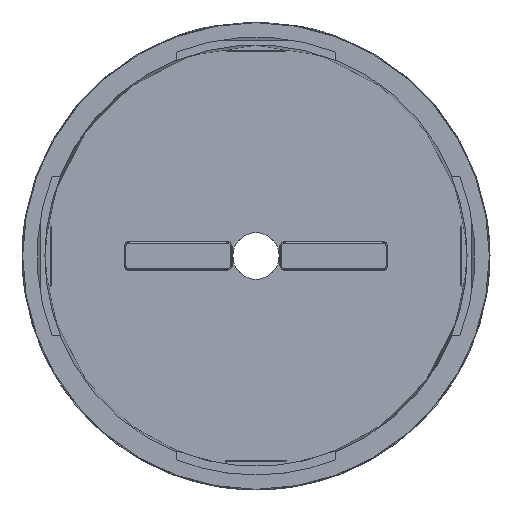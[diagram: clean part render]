
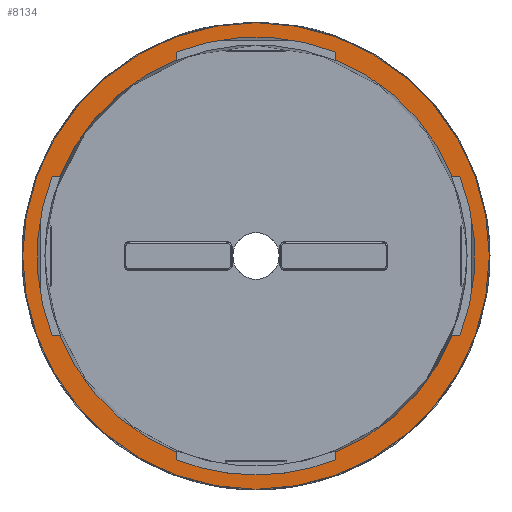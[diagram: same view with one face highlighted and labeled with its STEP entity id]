
A CAD part, front view. The second image highlights one B-rep face of the part: STEP entity #8134.
In plain terms, the highlighted planar face has unit normal (0, -1, 0).
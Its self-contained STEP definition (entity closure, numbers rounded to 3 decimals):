
#36=CARTESIAN_POINT('',(0.,0.,0.));
#37=DIRECTION('',(0.,1.,0.));
#38=DIRECTION('',(1.,0.,0.));
#39=AXIS2_PLACEMENT_3D('',#36,#37,#38);
#41=CARTESIAN_POINT('',(0.,0.,0.));
#42=DIRECTION('',(0.,1.,0.));
#43=DIRECTION('',(-1.,0.,0.));
#44=AXIS2_PLACEMENT_3D('',#41,#42,#43);
#46=CARTESIAN_POINT('',(0.,0.,0.));
#47=DIRECTION('',(0.,-1.,0.));
#48=DIRECTION('',(0.364,0.,0.931));
#49=AXIS2_PLACEMENT_3D('',#46,#47,#48);
#51=CARTESIAN_POINT('',(0.,0.,0.));
#52=DIRECTION('',(0.,-1.,0.));
#53=DIRECTION('',(-0.376,0.,0.927));
#54=AXIS2_PLACEMENT_3D('',#51,#52,#53);
#56=DIRECTION('',(-1.,0.,0.));
#57=VECTOR('',#56,1.076);
#58=CARTESIAN_POINT('',(-27.332,0.,11.1));
#59=LINE('',#58,#57);
#60=CARTESIAN_POINT('',(0.,0.,0.));
#61=DIRECTION('',(0.,-1.,0.));
#62=DIRECTION('',(-0.931,0.,0.364));
#63=AXIS2_PLACEMENT_3D('',#60,#61,#62);
#65=DIRECTION('',(1.,0.,0.));
#66=VECTOR('',#65,1.076);
#67=CARTESIAN_POINT('',(-28.408,0.,-11.1));
#68=LINE('',#67,#66);
#69=CARTESIAN_POINT('',(0.,0.,0.));
#70=DIRECTION('',(0.,-1.,0.));
#71=DIRECTION('',(-0.927,0.,-0.376));
#72=AXIS2_PLACEMENT_3D('',#69,#70,#71);
#74=CARTESIAN_POINT('',(0.,0.,0.));
#75=DIRECTION('',(0.,-1.,0.));
#76=DIRECTION('',(-0.364,0.,-0.931));
#77=AXIS2_PLACEMENT_3D('',#74,#75,#76);
#79=CARTESIAN_POINT('',(0.,0.,0.));
#80=DIRECTION('',(0.,-1.,0.));
#81=DIRECTION('',(0.,0.,-1.));
#82=AXIS2_PLACEMENT_3D('',#79,#80,#81);
#84=CARTESIAN_POINT('',(0.,0.,0.));
#85=DIRECTION('',(0.,-1.,0.));
#86=DIRECTION('',(0.376,0.,-0.927));
#87=AXIS2_PLACEMENT_3D('',#84,#85,#86);
#89=CARTESIAN_POINT('',(0.,0.,0.));
#90=DIRECTION('',(0.,-1.,0.));
#91=DIRECTION('',(0.931,0.,-0.364));
#92=AXIS2_PLACEMENT_3D('',#89,#90,#91);
#94=CARTESIAN_POINT('',(0.,0.,0.));
#95=DIRECTION('',(0.,-1.,0.));
#96=DIRECTION('',(0.927,0.,0.376));
#97=AXIS2_PLACEMENT_3D('',#94,#95,#96);
#257=DIRECTION('',(-1.,0.,0.));
#258=VECTOR('',#257,1.076);
#259=CARTESIAN_POINT('',(28.408,0.,-11.1));
#260=LINE('',#259,#258);
#772=DIRECTION('',(0.,0.,1.));
#773=VECTOR('',#772,1.076);
#774=CARTESIAN_POINT('',(-11.1,0.,-28.408));
#775=LINE('',#774,#773);
#902=DIRECTION('',(0.,0.,-1.));
#903=VECTOR('',#902,1.076);
#904=CARTESIAN_POINT('',(11.1,0.,-27.332));
#905=LINE('',#904,#903);
#1611=DIRECTION('',(0.,0.,-1.));
#1612=VECTOR('',#1611,1.076);
#1613=CARTESIAN_POINT('',(11.1,0.,28.408));
#1614=LINE('',#1613,#1612);
#1796=DIRECTION('',(0.,0.,1.));
#1797=VECTOR('',#1796,1.076);
#1798=CARTESIAN_POINT('',(-11.1,0.,27.332));
#1799=LINE('',#1798,#1797);
#1857=DIRECTION('',(1.,0.,0.));
#1858=VECTOR('',#1857,1.076);
#1859=CARTESIAN_POINT('',(27.332,0.,11.1));
#1860=LINE('',#1859,#1858);
#6615=CARTESIAN_POINT('',(32.5,0.,0.));
#6616=CARTESIAN_POINT('',(-32.5,0.,0.));
#6617=VERTEX_POINT('',#6615);
#6618=VERTEX_POINT('',#6616);
#6619=CARTESIAN_POINT('',(11.1,0.,28.408));
#6620=CARTESIAN_POINT('',(11.1,0.,27.332));
#6621=VERTEX_POINT('',#6619);
#6622=VERTEX_POINT('',#6620);
#6623=CARTESIAN_POINT('',(-11.1,0.,28.408));
#6624=VERTEX_POINT('',#6623);
#6625=CARTESIAN_POINT('',(-11.1,0.,27.332));
#6626=VERTEX_POINT('',#6625);
#6627=CARTESIAN_POINT('',(-27.332,0.,11.1));
#6628=VERTEX_POINT('',#6627);
#6629=CARTESIAN_POINT('',(-28.408,0.,11.1));
#6630=VERTEX_POINT('',#6629);
#6631=CARTESIAN_POINT('',(-28.408,0.,-11.1));
#6632=VERTEX_POINT('',#6631);
#6633=CARTESIAN_POINT('',(-27.332,0.,-11.1));
#6634=VERTEX_POINT('',#6633);
#6635=CARTESIAN_POINT('',(-11.1,0.,-27.332));
#6636=VERTEX_POINT('',#6635);
#6637=CARTESIAN_POINT('',(-11.1,0.,-28.408));
#6638=VERTEX_POINT('',#6637);
#6639=CARTESIAN_POINT('',(0.,0.,-30.5));
#6640=VERTEX_POINT('',#6639);
#6641=CARTESIAN_POINT('',(11.1,0.,-28.408));
#6642=VERTEX_POINT('',#6641);
#6643=CARTESIAN_POINT('',(11.1,0.,-27.332));
#6644=VERTEX_POINT('',#6643);
#6645=CARTESIAN_POINT('',(27.332,0.,-11.1));
#6646=VERTEX_POINT('',#6645);
#6647=CARTESIAN_POINT('',(28.408,0.,-11.1));
#6648=VERTEX_POINT('',#6647);
#6649=CARTESIAN_POINT('',(28.408,0.,11.1));
#6650=VERTEX_POINT('',#6649);
#6651=CARTESIAN_POINT('',(27.332,0.,11.1));
#6652=VERTEX_POINT('',#6651);
#8087=CARTESIAN_POINT('',(0.,0.,0.));
#8088=DIRECTION('',(0.,-1.,0.));
#8089=DIRECTION('',(-1.,0.,0.));
#8090=AXIS2_PLACEMENT_3D('',#8087,#8088,#8089);
#8091=PLANE('',#8090);
#8093=ORIENTED_EDGE('',*,*,#8092,.T.);
#8095=ORIENTED_EDGE('',*,*,#8094,.T.);
#8096=EDGE_LOOP('',(#8093,#8095));
#8097=FACE_OUTER_BOUND('',#8096,.F.);
#8099=ORIENTED_EDGE('',*,*,#8098,.F.);
#8101=ORIENTED_EDGE('',*,*,#8100,.T.);
#8103=ORIENTED_EDGE('',*,*,#8102,.F.);
#8105=ORIENTED_EDGE('',*,*,#8104,.T.);
#8107=ORIENTED_EDGE('',*,*,#8106,.T.);
#8109=ORIENTED_EDGE('',*,*,#8108,.T.);
#8111=ORIENTED_EDGE('',*,*,#8110,.T.);
#8113=ORIENTED_EDGE('',*,*,#8112,.T.);
#8115=ORIENTED_EDGE('',*,*,#8114,.F.);
#8117=ORIENTED_EDGE('',*,*,#8116,.T.);
#8119=ORIENTED_EDGE('',*,*,#8118,.T.);
#8121=ORIENTED_EDGE('',*,*,#8120,.F.);
#8123=ORIENTED_EDGE('',*,*,#8122,.T.);
#8125=ORIENTED_EDGE('',*,*,#8124,.F.);
#8127=ORIENTED_EDGE('',*,*,#8126,.T.);
#8129=ORIENTED_EDGE('',*,*,#8128,.F.);
#8131=ORIENTED_EDGE('',*,*,#8130,.T.);
#8132=EDGE_LOOP('',(#8099,#8101,#8103,#8105,#8107,#8109,#8111,#8113,#8115,#8117,
#8119,#8121,#8123,#8125,#8127,#8129,#8131));
#8133=FACE_BOUND('',#8132,.F.);
#8134=ADVANCED_FACE('',(#8097,#8133),#8091,.T.);
#40=CIRCLE('',#39,32.5);
#45=CIRCLE('',#44,32.5);
#50=CIRCLE('',#49,30.5);
#55=CIRCLE('',#54,29.5);
#64=CIRCLE('',#63,30.5);
#73=CIRCLE('',#72,29.5);
#78=CIRCLE('',#77,30.5);
#83=CIRCLE('',#82,30.5);
#88=CIRCLE('',#87,29.5);
#93=CIRCLE('',#92,30.5);
#98=CIRCLE('',#97,29.5);
#8092=EDGE_CURVE('',#6617,#6618,#40,.T.);
#8094=EDGE_CURVE('',#6618,#6617,#45,.T.);
#8098=EDGE_CURVE('',#6621,#6622,#1614,.T.);
#8100=EDGE_CURVE('',#6621,#6624,#50,.T.);
#8102=EDGE_CURVE('',#6626,#6624,#1799,.T.);
#8104=EDGE_CURVE('',#6626,#6628,#55,.T.);
#8106=EDGE_CURVE('',#6628,#6630,#59,.T.);
#8108=EDGE_CURVE('',#6630,#6632,#64,.T.);
#8110=EDGE_CURVE('',#6632,#6634,#68,.T.);
#8112=EDGE_CURVE('',#6634,#6636,#73,.T.);
#8114=EDGE_CURVE('',#6638,#6636,#775,.T.);
#8116=EDGE_CURVE('',#6638,#6640,#78,.T.);
#8118=EDGE_CURVE('',#6640,#6642,#83,.T.);
#8120=EDGE_CURVE('',#6644,#6642,#905,.T.);
#8122=EDGE_CURVE('',#6644,#6646,#88,.T.);
#8124=EDGE_CURVE('',#6648,#6646,#260,.T.);
#8126=EDGE_CURVE('',#6648,#6650,#93,.T.);
#8128=EDGE_CURVE('',#6652,#6650,#1860,.T.);
#8130=EDGE_CURVE('',#6652,#6622,#98,.T.);
